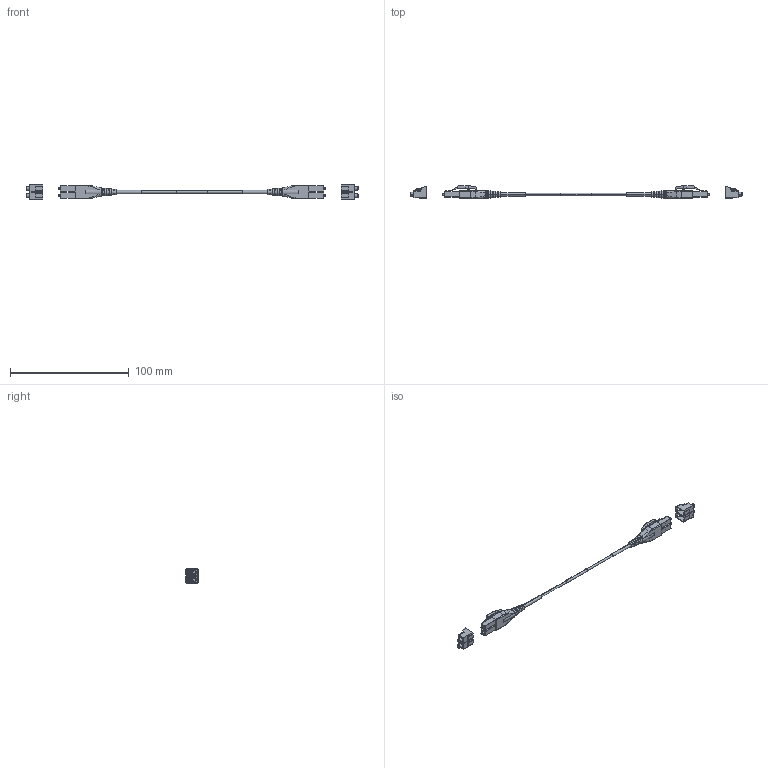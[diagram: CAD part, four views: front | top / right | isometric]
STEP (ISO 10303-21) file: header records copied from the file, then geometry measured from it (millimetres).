
FILE_DESCRIPTION (( 'STEP AP214' ), '1' );
FILE_NAME ('FODULC-SNG.STEP', '2012-11-06T16:30:20', ( 'x' ), ( '' ), 'SwSTEP 2.0', 'SolidWorks 2012', '' );
FILE_SCHEMA (( 'AUTOMOTIVE_DESIGN' ));
Length unit declared in the file: inch
Products named in the file (6): FODULC-SNG-MA4; FODULC-SNG-MA3; FODULC-SNG-MA2; FODULC-SNG-MA5; FODULC-SNG-MA1; FODULC-SNG
Assembly tree (12 placements, depth 2):
  FODULC-SNG
    FODULC-SNG-MA1  x2
    FODULC-SNG-MA5  x4
    FODULC-SNG-MA2
    FODULC-SNG-MA3  x4
    FODULC-SNG-MA4
Bounding box: 279.76 x 10.91 x 12.04 mm (x, y, z)
Volume: 5100.2 mm3; surface area: 10511.6 mm2
Topology: 12 solids, 12 shells, 1228 faces, 3092 edges, 1860 vertices
Faces by surface type: plane 498, cylinder 412, bspline 162, torus 68, cone 64, sphere 24
Entity records: 18432 total; most frequent: CARTESIAN_POINT 6043, ORIENTED_EDGE 2390, DIRECTION 2030, EDGE_CURVE 1195, AXIS2_PLACEMENT_3D 735, VERTEX_POINT 728, LINE 560, VECTOR 560
